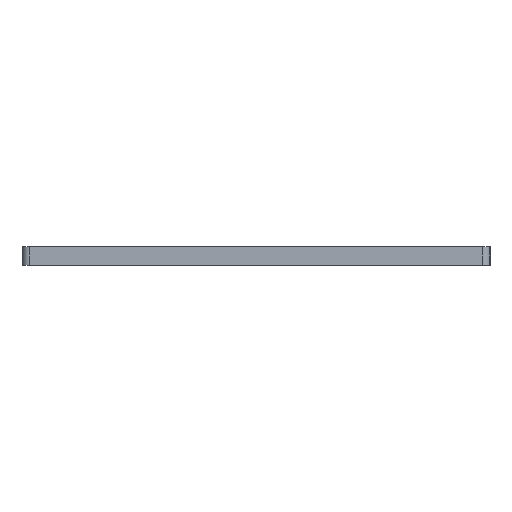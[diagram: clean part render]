
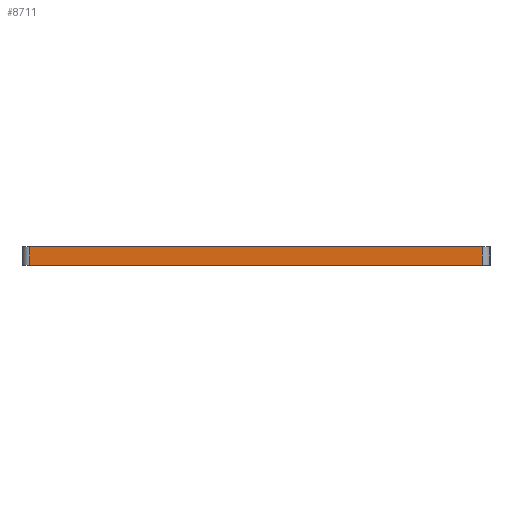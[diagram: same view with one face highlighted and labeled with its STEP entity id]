
A CAD part, left-side view. The second image highlights one B-rep face of the part: STEP entity #8711.
In plain terms, the highlighted planar face has unit normal (-1, 0, 0).
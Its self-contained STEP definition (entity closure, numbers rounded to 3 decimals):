
#1710=CARTESIAN_POINT('',(-94.925,-36.675,11.));
#1711=VERTEX_POINT('',#1710);
#1719=CARTESIAN_POINT('',(-94.925,36.675,11.));
#1720=VERTEX_POINT('',#1719);
#1721=CARTESIAN_POINT('',(-94.925,36.675,11.));
#1722=DIRECTION('',(-0.,-1.,-0.));
#1723=VECTOR('',#1722,73.35);
#1724=LINE('',#1721,#1723);
#1725=EDGE_CURVE('',#1720,#1711,#1724,.T.);
#3932=CARTESIAN_POINT('',(-94.925,36.675,14.));
#3933=VERTEX_POINT('',#3932);
#3941=CARTESIAN_POINT('',(-94.925,-36.675,14.));
#3942=VERTEX_POINT('',#3941);
#3943=CARTESIAN_POINT('',(-94.925,36.675,14.));
#3944=DIRECTION('',(-0.,-1.,-0.));
#3945=VECTOR('',#3944,73.35);
#3946=LINE('',#3943,#3945);
#3947=EDGE_CURVE('',#3933,#3942,#3946,.T.);
#8690=CARTESIAN_POINT('',(-94.925,0.,14.));
#8691=DIRECTION('',(1.,0.,0.));
#8692=DIRECTION('',(0.,1.,0.));
#8693=AXIS2_PLACEMENT_3D('',#8690,#8691,#8692);
#8694=PLANE('',#8693);
#8695=ORIENTED_EDGE('',*,*,#3947,.F.);
#8696=CARTESIAN_POINT('',(-94.925,36.675,14.));
#8697=DIRECTION('',(-0.,-0.,-1.));
#8698=VECTOR('',#8697,3.);
#8699=LINE('',#8696,#8698);
#8700=EDGE_CURVE('',#3933,#1720,#8699,.T.);
#8701=ORIENTED_EDGE('',*,*,#8700,.T.);
#8702=ORIENTED_EDGE('',*,*,#1725,.T.);
#8703=CARTESIAN_POINT('',(-94.925,-36.675,11.));
#8704=DIRECTION('',(0.,0.,1.));
#8705=VECTOR('',#8704,3.);
#8706=LINE('',#8703,#8705);
#8707=EDGE_CURVE('',#1711,#3942,#8706,.T.);
#8708=ORIENTED_EDGE('',*,*,#8707,.T.);
#8709=EDGE_LOOP('',(#8695,#8701,#8702,#8708));
#8710=FACE_BOUND('',#8709,.T.);
#8711=ADVANCED_FACE('',(#8710),#8694,.F.);
